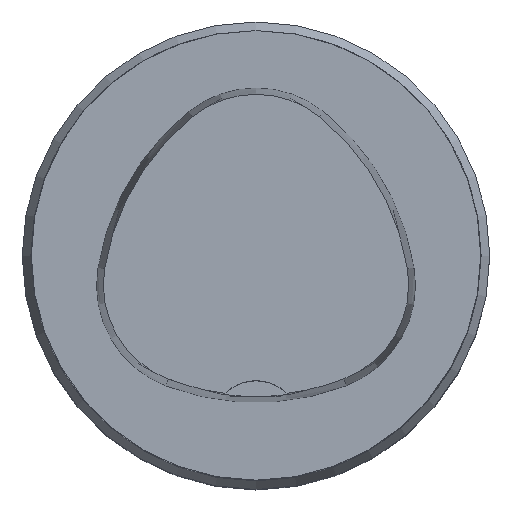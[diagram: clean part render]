
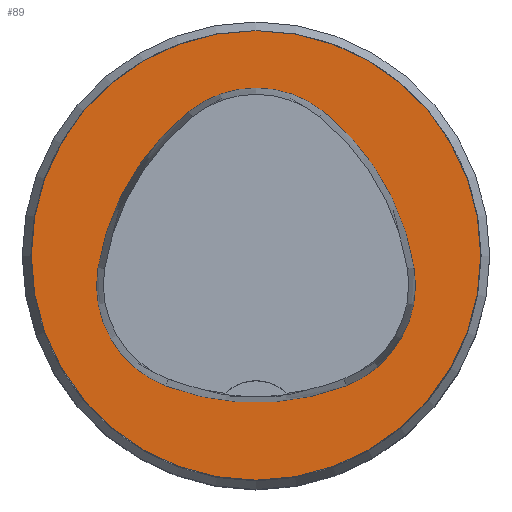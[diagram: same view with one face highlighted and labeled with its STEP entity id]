
A CAD part, top view. The second image highlights one B-rep face of the part: STEP entity #89.
In plain terms, the highlighted planar face has unit normal (0, 0, 1).
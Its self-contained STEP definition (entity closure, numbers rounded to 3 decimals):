
#34=PLANE('',#494);
#89=ADVANCED_FACE('',(#140,#141),#34,.T.);
#112=CIRCLE('',#465,25.);
#114=CIRCLE('',#472,28.);
#116=CIRCLE('',#475,12.);
#118=CIRCLE('',#478,28.);
#120=CIRCLE('',#481,12.);
#124=CIRCLE('',#486,28.);
#126=CIRCLE('',#489,12.);
#140=FACE_BOUND('',#163,.T.);
#141=FACE_BOUND('',#164,.T.);
#163=EDGE_LOOP('',(#250,#251,#252,#253,#254,#255));
#164=EDGE_LOOP('',(#256));
#250=ORIENTED_EDGE('',*,*,#380,.T.);
#251=ORIENTED_EDGE('',*,*,#360,.T.);
#252=ORIENTED_EDGE('',*,*,#364,.T.);
#253=ORIENTED_EDGE('',*,*,#367,.T.);
#254=ORIENTED_EDGE('',*,*,#370,.T.);
#255=ORIENTED_EDGE('',*,*,#378,.T.);
#256=ORIENTED_EDGE('',*,*,#350,.F.);
#312=VERTEX_POINT('',#686);
#322=VERTEX_POINT('',#707);
#323=VERTEX_POINT('',#708);
#326=VERTEX_POINT('',#716);
#328=VERTEX_POINT('',#722);
#330=VERTEX_POINT('',#728);
#337=VERTEX_POINT('',#749);
#350=EDGE_CURVE('',#312,#312,#112,.T.);
#360=EDGE_CURVE('',#322,#323,#114,.T.);
#364=EDGE_CURVE('',#323,#326,#116,.T.);
#367=EDGE_CURVE('',#326,#328,#118,.T.);
#370=EDGE_CURVE('',#328,#330,#120,.T.);
#378=EDGE_CURVE('',#330,#337,#124,.T.);
#380=EDGE_CURVE('',#337,#322,#126,.T.);
#465=AXIS2_PLACEMENT_3D('',#685,#539,#540);
#472=AXIS2_PLACEMENT_3D('',#706,#557,#558);
#475=AXIS2_PLACEMENT_3D('',#715,#565,#566);
#478=AXIS2_PLACEMENT_3D('',#721,#572,#573);
#481=AXIS2_PLACEMENT_3D('',#727,#579,#580);
#486=AXIS2_PLACEMENT_3D('',#750,#591,#592);
#489=AXIS2_PLACEMENT_3D('',#753,#597,#598);
#494=AXIS2_PLACEMENT_3D('',#758,#607,#608);
#539=DIRECTION('',(0.,0.,-1.));
#540=DIRECTION('',(-1.,0.,0.));
#557=DIRECTION('',(0.,0.,-1.));
#558=DIRECTION('',(-1.,0.,0.));
#565=DIRECTION('',(0.,0.,-1.));
#566=DIRECTION('',(-1.,0.,0.));
#572=DIRECTION('',(0.,0.,-1.));
#573=DIRECTION('',(-1.,0.,0.));
#579=DIRECTION('',(0.,0.,-1.));
#580=DIRECTION('',(-1.,0.,0.));
#591=DIRECTION('',(0.,0.,-1.));
#592=DIRECTION('',(-1.,0.,0.));
#597=DIRECTION('',(0.,0.,-1.));
#598=DIRECTION('',(-1.,0.,0.));
#607=DIRECTION('',(0.,0.,1.));
#608=DIRECTION('',(1.,0.,0.));
#685=CARTESIAN_POINT('',(0.,0.,0.));
#686=CARTESIAN_POINT('',(-25.,0.,0.));
#706=CARTESIAN_POINT('',(10.068,-5.824,0.));
#707=CARTESIAN_POINT('',(-17.584,-1.424,0.));
#708=CARTESIAN_POINT('',(-7.531,15.953,0.));
#715=CARTESIAN_POINT('',(0.011,6.62,0.));
#716=CARTESIAN_POINT('',(7.567,15.942,0.));
#721=CARTESIAN_POINT('',(-10.063,-5.81,0.));
#722=CARTESIAN_POINT('',(17.59,-1.418,0.));
#727=CARTESIAN_POINT('',(5.739,-3.3,0.));
#728=CARTESIAN_POINT('',(10.05,-14.499,0.));
#749=CARTESIAN_POINT('',(-10.025,-14.516,0.));
#750=CARTESIAN_POINT('',(-0.01,11.631,0.));
#753=CARTESIAN_POINT('',(-5.733,-3.31,0.));
#758=CARTESIAN_POINT('',(0.,0.,0.));
